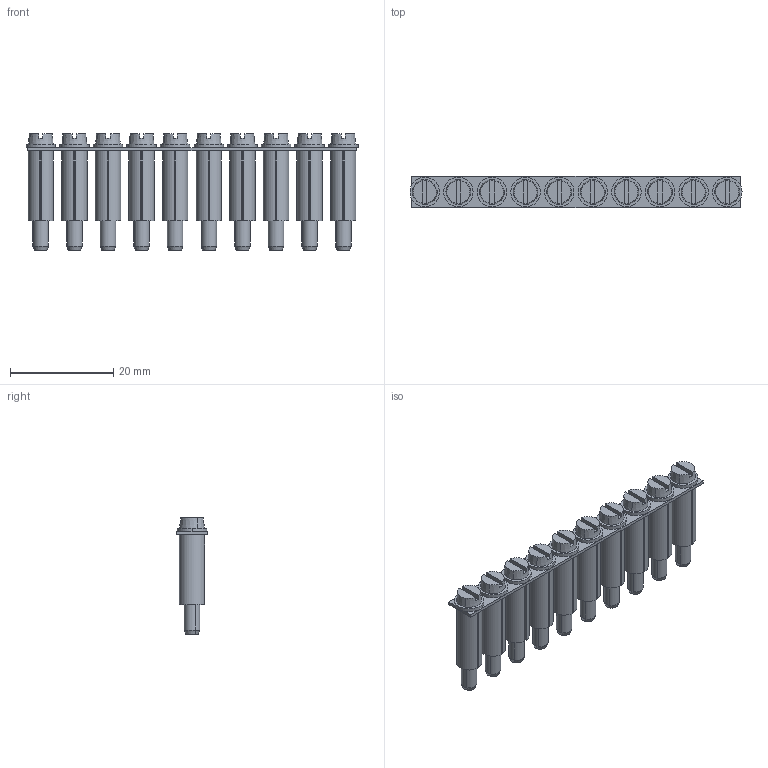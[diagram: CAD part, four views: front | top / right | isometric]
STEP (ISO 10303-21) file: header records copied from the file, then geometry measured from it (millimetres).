
FILE_DESCRIPTION(('CATIA V5 STEP Exchange','CAx-IF Rec.Pracs.--- Model Styling and Organization---1.4--- 2014-01-23'),'2;1');
FILE_NAME ('001896-2_1_0368800000_0368800000.stp','2021-12-06T09:52:29+00:00',('none'),('Weidmueller'),'CATIA Version 5-6 Release 2016 SP3 HF44','CATIA V5 STEP AP214','none');
FILE_SCHEMA(('AUTOMOTIVE_DESIGN { 1 0 10303 214 1 1 1 1 }'));
Length unit declared in the file: millimetre
Products named in the file (1): 0368800000
Bounding box: 64.2 x 6 x 22.5 mm (x, y, z)
Volume: 3263.1 mm3; surface area: 7638.6 mm2
Topology: 31 solids, 31 shells, 336 faces, 732 edges, 468 vertices
Faces by surface type: plane 156, cylinder 120, cone 60
Entity records: 8518 total; most frequent: CARTESIAN_POINT 1559, ORIENTED_EDGE 1464, DIRECTION 1168, EDGE_CURVE 732, AXIS2_PLACEMENT_3D 579, VERTEX_POINT 468, EDGE_LOOP 386, VECTOR 352
